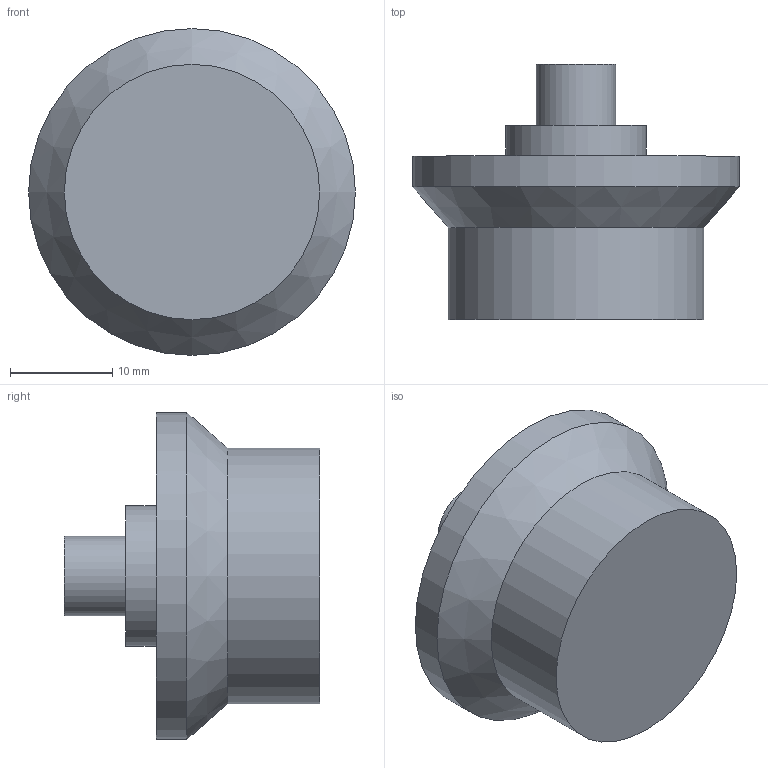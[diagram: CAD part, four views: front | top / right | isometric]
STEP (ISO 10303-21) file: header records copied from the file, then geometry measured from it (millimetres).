
FILE_DESCRIPTION(('FreeCAD Model'),'2;1');
FILE_NAME('azimuth_axis_pillar.step','2018-02-23T14:16:20',('Author'),(''), 'Open CASCADE STEP processor 6.8','FreeCAD','Unknown');
FILE_SCHEMA(('AUTOMOTIVE_DESIGN_CC2 { 1 2 10303 214 -1 1 5 4 }'));
Length unit declared in the file: millimetre
Products named in the file (3): ASSEMBLY; Revolution; Sketch
Assembly tree (2 placements, depth 2):
  ASSEMBLY
    Revolution
    Sketch
Bounding box: 32 x 25 x 32 mm (x, y, z)
Volume: 10130.6 mm3; surface area: 3056.5 mm2
Topology: 1 solids, 1 shells, 9 faces, 23 edges, 28 vertices
Faces by surface type: cylinder 4, plane 4, cone 1
Full cylindrical faces by diameter (mm): 7.8 x1, 13.8 x1, 25 x1, 32 x1
Entity records: 506 total; most frequent: CARTESIAN_POINT 89, DIRECTION 81, LINE 35, VECTOR 35, ORIENTED_EDGE 26, PCURVE 26, DEFINITIONAL_REPRESENTATION 26, AXIS2_PLACEMENT_3D 20
